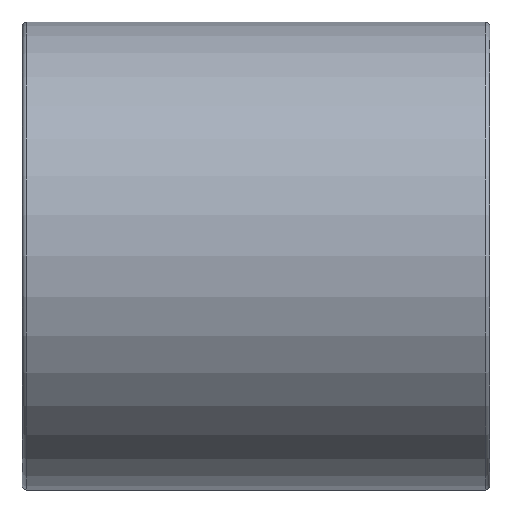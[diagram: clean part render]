
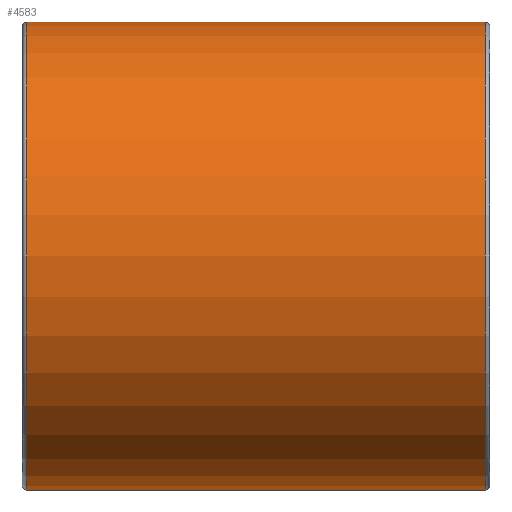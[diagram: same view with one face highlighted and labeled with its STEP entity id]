
A CAD part, left-side view. The second image highlights one B-rep face of the part: STEP entity #4583.
In plain terms, the highlighted cylindrical face has radius 5 mm (diameter 10 mm), a partial arc.
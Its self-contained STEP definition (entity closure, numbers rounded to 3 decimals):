
#237=FACE_OUTER_BOUND('',#491,.T.);
#491=EDGE_LOOP('',(#3517,#3518,#3519,#3520));
#647=LINE('',#6812,#1061);
#662=LINE('',#6883,#1076);
#1061=VECTOR('',#5325,10.);
#1076=VECTOR('',#5394,10.);
#1476=CIRCLE('',#4760,5.);
#1498=CIRCLE('',#4789,5.);
#1762=VERTEX_POINT('',#6782);
#1767=VERTEX_POINT('',#6796);
#1771=VERTEX_POINT('',#6811);
#1797=VERTEX_POINT('',#6865);
#2240=EDGE_CURVE('',#1767,#1762,#1476,.T.);
#2244=EDGE_CURVE('',#1771,#1762,#647,.T.);
#2279=EDGE_CURVE('',#1771,#1797,#1498,.T.);
#2280=EDGE_CURVE('',#1797,#1767,#662,.T.);
#3517=ORIENTED_EDGE('',*,*,#2240,.F.);
#3518=ORIENTED_EDGE('',*,*,#2280,.F.);
#3519=ORIENTED_EDGE('',*,*,#2279,.F.);
#3520=ORIENTED_EDGE('',*,*,#2244,.T.);
#4403=CYLINDRICAL_SURFACE('',#4995,5.);
#4583=ADVANCED_FACE('',(#237),#4403,.T.);
#4760=AXIS2_PLACEMENT_3D('',#6803,#5315,#5316);
#4789=AXIS2_PLACEMENT_3D('',#6881,#5390,#5391);
#4995=AXIS2_PLACEMENT_3D('',#7431,#5959,#5960);
#5315=DIRECTION('center_axis',(0.,1.,0.));
#5316=DIRECTION('ref_axis',(-1.,0.,0.));
#5325=DIRECTION('',(0.,1.,0.));
#5390=DIRECTION('center_axis',(0.,-1.,0.));
#5391=DIRECTION('ref_axis',(-1.,0.,0.));
#5394=DIRECTION('',(0.,1.,0.));
#5959=DIRECTION('center_axis',(0.,1.,0.));
#5960=DIRECTION('ref_axis',(0.,0.,-1.));
#6782=CARTESIAN_POINT('',(-10.,4.9,5.));
#6796=CARTESIAN_POINT('',(-10.,4.9,-5.));
#6803=CARTESIAN_POINT('Origin',(-10.,4.9,0.));
#6811=CARTESIAN_POINT('',(-10.,-4.9,5.));
#6812=CARTESIAN_POINT('',(-10.,0.,5.));
#6865=CARTESIAN_POINT('',(-10.,-4.9,-5.));
#6881=CARTESIAN_POINT('Origin',(-10.,-4.9,0.));
#6883=CARTESIAN_POINT('',(-10.,0.,-5.));
#7431=CARTESIAN_POINT('Origin',(-10.,0.,0.));
